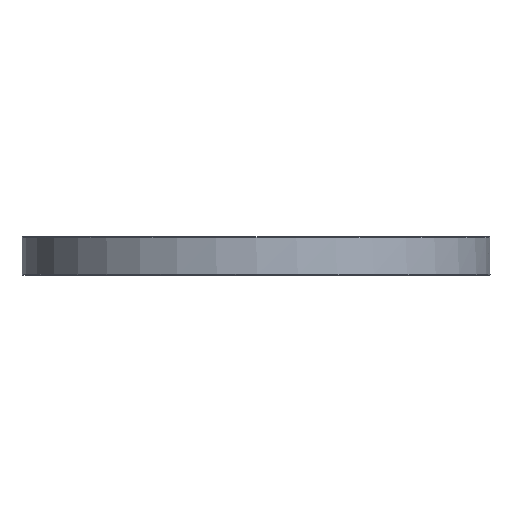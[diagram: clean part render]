
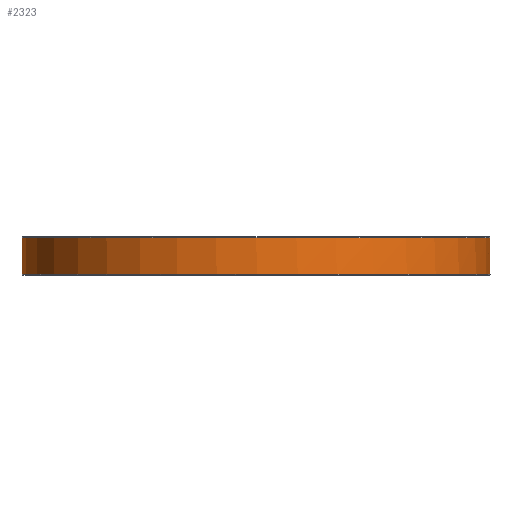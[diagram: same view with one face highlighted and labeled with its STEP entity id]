
A CAD part, front view. The second image highlights one B-rep face of the part: STEP entity #2323.
In plain terms, the highlighted cylindrical face has radius 152.5 mm (diameter 305 mm), a full revolution.
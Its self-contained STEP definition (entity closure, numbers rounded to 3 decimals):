
#603=CARTESIAN_POINT('',(152.491,-1.658,24.5));
#604=VERTEX_POINT('',#603);
#620=CARTESIAN_POINT('',(152.491,1.658,24.5));
#621=VERTEX_POINT('',#620);
#622=CARTESIAN_POINT('',(152.491,1.658,24.5));
#623=CARTESIAN_POINT('',(152.494,1.397,24.327));
#624=CARTESIAN_POINT('',(152.496,1.103,24.192));
#625=CARTESIAN_POINT('',(152.498,0.799,24.108));
#626=CARTESIAN_POINT('',(152.499,0.592,24.051));
#627=CARTESIAN_POINT('',(152.5,0.38,24.017));
#628=CARTESIAN_POINT('',(152.5,0.173,24.005));
#629=CARTESIAN_POINT('',(152.5,-0.003,23.995));
#630=CARTESIAN_POINT('',(152.5,-0.175,24.));
#631=CARTESIAN_POINT('',(152.5,-0.353,24.021));
#632=CARTESIAN_POINT('',(152.499,-0.747,24.068));
#633=CARTESIAN_POINT('',(152.496,-1.148,24.199));
#634=CARTESIAN_POINT('',(152.493,-1.499,24.401));
#635=CARTESIAN_POINT('',(152.492,-1.553,24.433));
#636=CARTESIAN_POINT('',(152.492,-1.606,24.466));
#637=CARTESIAN_POINT('',(152.491,-1.658,24.5));
#638=B_SPLINE_CURVE_WITH_KNOTS('',3,(#622,#623,#624,#625,#626,#627,#628,#629,#630,#631,#632,#633,#634,#635,#636,#637),.UNSPECIFIED.,.F.,.U.,(4,3,3,3,3,4),(1.188,1.278,1.339,1.391,1.506,1.524),.UNSPECIFIED.);
#639=EDGE_CURVE('',#621,#604,#638,.T.);
#964=CARTESIAN_POINT('',(-152.491,1.658,24.5));
#965=VERTEX_POINT('',#964);
#966=CARTESIAN_POINT('',(0.0,0.0,24.5));
#967=DIRECTION('',(0.0,0.0,1.0));
#968=DIRECTION('',(-1.0,0.0,0.0));
#969=AXIS2_PLACEMENT_3D('',#966,#967,#968);
#970=CIRCLE('',#969,152.5);
#971=EDGE_CURVE('',#621,#965,#970,.T.);
#999=CARTESIAN_POINT('',(-152.491,-1.658,24.5));
#1000=VERTEX_POINT('',#999);
#1001=CARTESIAN_POINT('',(-152.491,-1.658,24.5));
#1002=CARTESIAN_POINT('',(-152.494,-1.397,24.327));
#1003=CARTESIAN_POINT('',(-152.496,-1.103,24.192));
#1004=CARTESIAN_POINT('',(-152.498,-0.799,24.108));
#1005=CARTESIAN_POINT('',(-152.499,-0.592,24.051));
#1006=CARTESIAN_POINT('',(-152.5,-0.38,24.017));
#1007=CARTESIAN_POINT('',(-152.5,-0.173,24.005));
#1008=CARTESIAN_POINT('',(-152.5,0.003,23.995));
#1009=CARTESIAN_POINT('',(-152.5,0.175,24.));
#1010=CARTESIAN_POINT('',(-152.5,0.353,24.021));
#1011=CARTESIAN_POINT('',(-152.499,0.747,24.068));
#1012=CARTESIAN_POINT('',(-152.496,1.148,24.199));
#1013=CARTESIAN_POINT('',(-152.493,1.499,24.401));
#1014=CARTESIAN_POINT('',(-152.492,1.553,24.433));
#1015=CARTESIAN_POINT('',(-152.492,1.606,24.466));
#1016=CARTESIAN_POINT('',(-152.491,1.658,24.5));
#1017=B_SPLINE_CURVE_WITH_KNOTS('',3,(#1001,#1002,#1003,#1004,#1005,#1006,#1007,#1008,#1009,#1010,#1011,#1012,#1013,#1014,#1015,#1016),.UNSPECIFIED.,.F.,.U.,(4,3,3,3,3,4),(0.284,0.374,0.435,0.487,0.602,0.62),.UNSPECIFIED.);
#1018=EDGE_CURVE('',#1000,#965,#1017,.T.);
#2288=CARTESIAN_POINT('',(152.5,0.,0.5));
#2289=VERTEX_POINT('',#2288);
#2290=CARTESIAN_POINT('',(0.0,0.0,0.5));
#2291=DIRECTION('',(0.0,0.0,-1.0));
#2292=DIRECTION('',(-1.0,0.0,0.0));
#2293=AXIS2_PLACEMENT_3D('',#2290,#2291,#2292);
#2294=CIRCLE('',#2293,152.5);
#2295=EDGE_CURVE('',#2289,#2289,#2294,.T.);
#2303=CARTESIAN_POINT('',(0.0,0.0,0.0));
#2304=DIRECTION('',(0.0,0.0,1.0));
#2305=DIRECTION('',(-1.0,0.0,0.0));
#2306=AXIS2_PLACEMENT_3D('',#2303,#2304,#2305);
#2307=CYLINDRICAL_SURFACE('',#2306,152.5);
#2308=ORIENTED_EDGE('',*,*,#639,.T.);
#2309=CARTESIAN_POINT('',(0.0,0.0,24.5));
#2310=DIRECTION('',(0.0,0.0,1.0));
#2311=DIRECTION('',(-1.0,0.0,0.0));
#2312=AXIS2_PLACEMENT_3D('',#2309,#2310,#2311);
#2313=CIRCLE('',#2312,152.5);
#2314=EDGE_CURVE('',#1000,#604,#2313,.T.);
#2315=ORIENTED_EDGE('',*,*,#2314,.F.);
#2316=ORIENTED_EDGE('',*,*,#1018,.T.);
#2317=ORIENTED_EDGE('',*,*,#971,.F.);
#2318=EDGE_LOOP('',(#2308,#2315,#2316,#2317));
#2319=FACE_OUTER_BOUND('',#2318,.T.);
#2320=ORIENTED_EDGE('',*,*,#2295,.F.);
#2321=EDGE_LOOP('',(#2320));
#2322=FACE_BOUND('',#2321,.T.);
#2323=ADVANCED_FACE('',(#2319,#2322),#2307,.T.);
